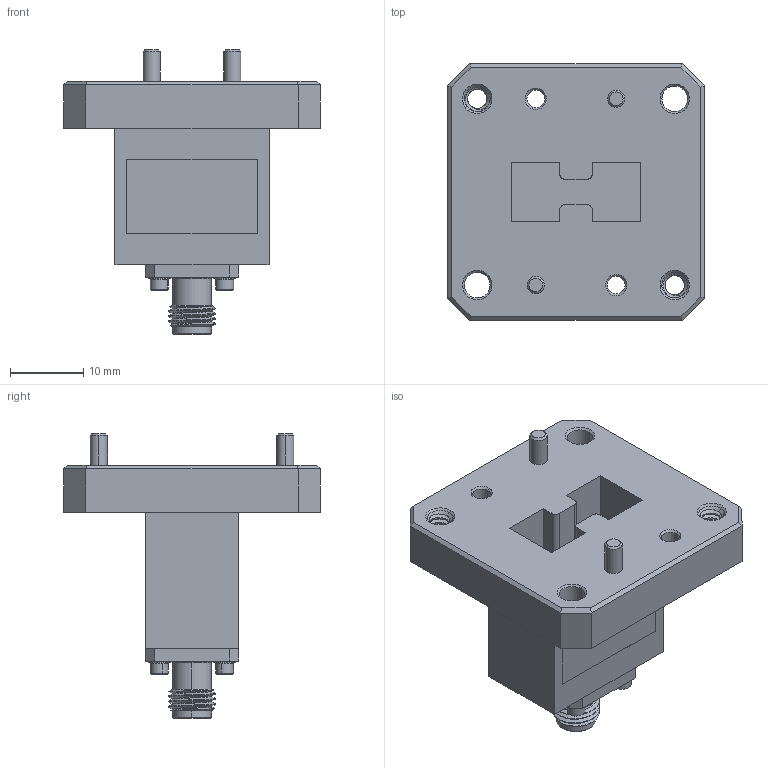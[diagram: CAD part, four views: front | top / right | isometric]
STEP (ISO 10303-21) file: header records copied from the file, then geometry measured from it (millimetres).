
FILE_DESCRIPTION (( 'STEP AP203' ), '1' );
FILE_NAME ('FMWCA1119.step', '2020-10-30T19:56:23', ( '' ), ( '' ), 'SwSTEP 2.0', 'SolidWorks 2018', '' );
FILE_SCHEMA (( 'CONFIG_CONTROL_DESIGN' ));
Length unit declared in the file: millimetre
Products named in the file (1): FMWCA1119
Bounding box: 35 x 35 x 38.8 mm (x, y, z)
Volume: 9838.4 mm3; surface area: 6846.3 mm2
Topology: 1 solids, 5 shells, 372 faces, 894 edges, 561 vertices
Faces by surface type: cylinder 146, plane 117, cone 76, bspline 31, torus 2
Entity records: 20307 total; most frequent: CARTESIAN_POINT 12111, ORIENTED_EDGE 1788, DIRECTION 1567, EDGE_CURVE 894, AXIS2_PLACEMENT_3D 596, VERTEX_POINT 561, EDGE_LOOP 421, VECTOR 375
